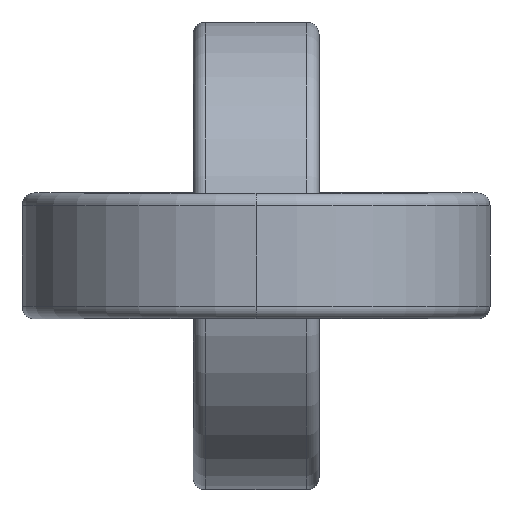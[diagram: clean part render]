
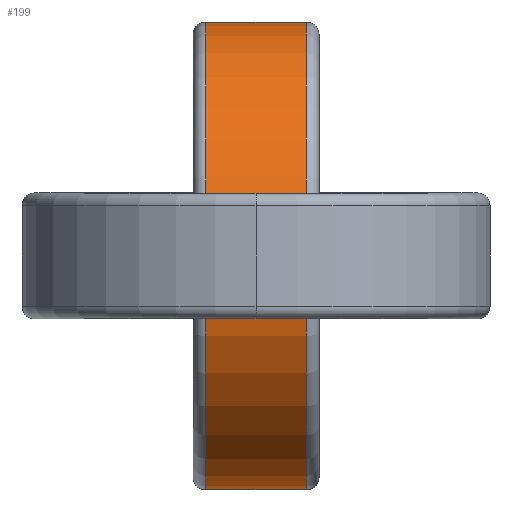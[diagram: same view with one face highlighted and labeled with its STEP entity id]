
A CAD part, left-side view. The second image highlights one B-rep face of the part: STEP entity #199.
In plain terms, the highlighted cylindrical face has radius 13 mm (diameter 26 mm), a partial arc.
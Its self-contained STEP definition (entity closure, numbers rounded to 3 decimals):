
#199=ADVANCED_FACE('',(#475),#476,.T.);
#475=FACE_OUTER_BOUND('',#845,.T.);
#476=CYLINDRICAL_SURFACE('',#846,13.0);
#845=EDGE_LOOP('',(#1297,#1298,#1299,#1300));
#846=AXIS2_PLACEMENT_3D('',#1301,#1302,#1303);
#1297=ORIENTED_EDGE('',*,*,#2173,.T.);
#1298=ORIENTED_EDGE('',*,*,#2174,.T.);
#1299=ORIENTED_EDGE('',*,*,#2155,.F.);
#1300=ORIENTED_EDGE('',*,*,#2170,.F.);
#1301=CARTESIAN_POINT('',(17.0,0.,0.));
#1302=DIRECTION('',(0.,-1.0,0.));
#1303=DIRECTION('',(0.0,0.,1.0));
#2155=EDGE_CURVE('',#2547,#2552,#2553,.T.);
#2170=EDGE_CURVE('',#2571,#2547,#2573,.T.);
#2173=EDGE_CURVE('',#2571,#2576,#2577,.T.);
#2174=EDGE_CURVE('',#2576,#2552,#2578,.T.);
#2547=VERTEX_POINT('',#3069);
#2552=VERTEX_POINT('',#3076);
#2553=LINE('',#3077,#3078);
#2571=VERTEX_POINT('',#3098);
#2573=CIRCLE('',#3100,13.0);
#2576=VERTEX_POINT('',#3103);
#2577=LINE('',#3104,#3105);
#2578=CIRCLE('',#3106,13.0);
#3069=CARTESIAN_POINT('',(17.0,2.8,13.0));
#3076=CARTESIAN_POINT('',(17.,-2.8,13.0));
#3077=CARTESIAN_POINT('',(17.,2.8,13.0));
#3078=VECTOR('',#3661,1.0);
#3098=CARTESIAN_POINT('',(17.,2.8,-13.0));
#3100=AXIS2_PLACEMENT_3D('',#3685,#3686,#3687);
#3103=CARTESIAN_POINT('',(17.,-2.8,-13.0));
#3104=CARTESIAN_POINT('',(17.,2.8,-13.0));
#3105=VECTOR('',#3691,1.0);
#3106=AXIS2_PLACEMENT_3D('',#3692,#3693,#3694);
#3661=DIRECTION('',(0.,-1.0,0.));
#3685=CARTESIAN_POINT('',(17.0,2.8,0.));
#3686=DIRECTION('',(0.,1.0,0.));
#3687=DIRECTION('',(0.0,0.,1.0));
#3691=DIRECTION('',(0.0,-1.0,0.));
#3692=CARTESIAN_POINT('',(17.0,-2.8,0.));
#3693=DIRECTION('',(0.,1.0,0.));
#3694=DIRECTION('',(0.0,0.,1.0));
